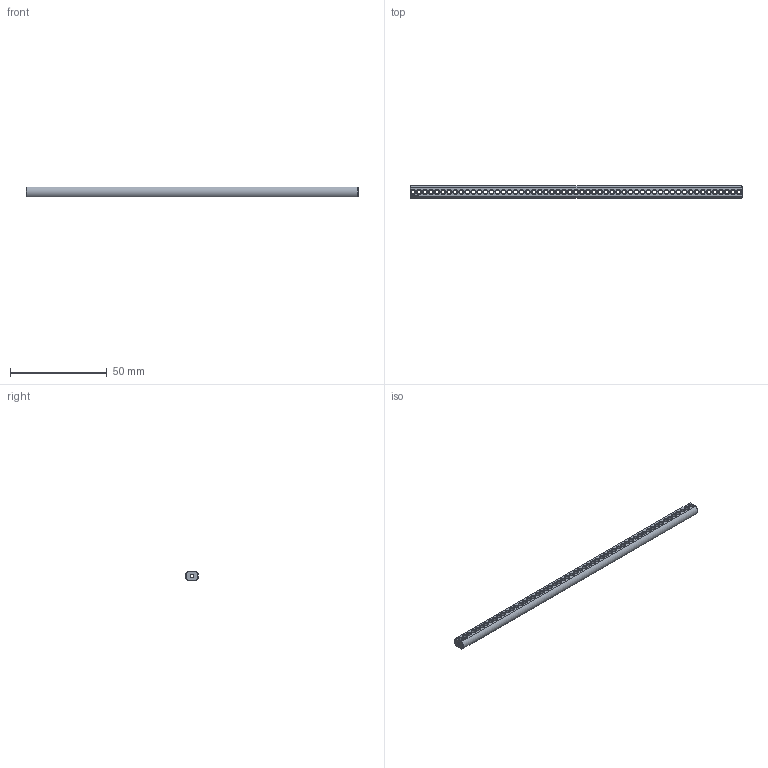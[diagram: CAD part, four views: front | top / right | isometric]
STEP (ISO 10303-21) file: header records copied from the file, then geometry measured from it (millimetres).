
FILE_DESCRIPTION(('FreeCAD Model'),'2;1');
FILE_NAME('Open CASCADE Shape Model','2024-06-18T14:24:23',(''),(''), 'Open CASCADE STEP processor 7.6','FreeCAD','Unknown');
FILE_SCHEMA(('AUTOMOTIVE_DESIGN { 1 0 10303 214 1 1 1 1 }'));
Length unit declared in the file: millimetre
Products named in the file (1): Shaft IDX BU13.75 - SPN-SFT-0175 (stemfie.org)
Bounding box: 171.88 x 6.6 x 5 mm (x, y, z)
Volume: 3922.4 mm3; surface area: 4951.2 mm2
Topology: 1 solids, 1 shells, 729 faces, 2208 edges, 1396 vertices
Faces by surface type: plane 319, cylinder 168, extrusion 128, cone 114
Full cylindrical faces by diameter (mm): 2 x166
Entity records: 25326 total; most frequent: CARTESIAN_POINT 5102, ORIENTED_EDGE 4416, DIRECTION 3970, EDGE_CURVE 2208, VERTEX_POINT 1396, VECTOR 1394, AXIS2_PLACEMENT_3D 1288, LINE 1266
